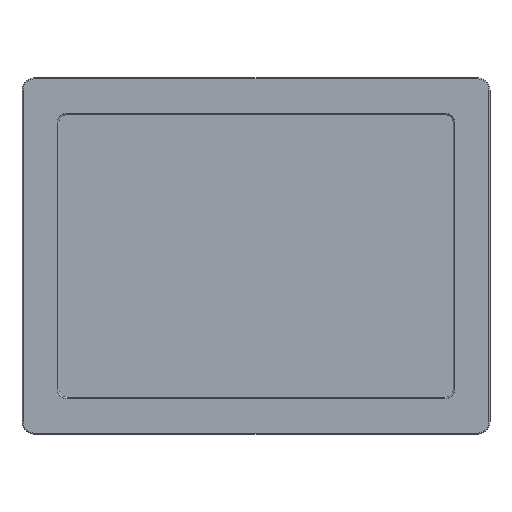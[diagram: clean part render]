
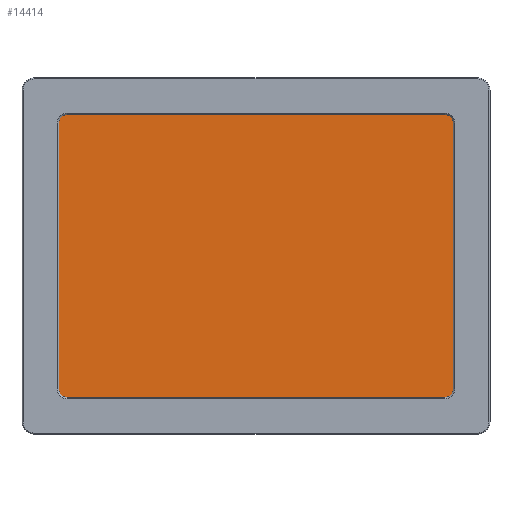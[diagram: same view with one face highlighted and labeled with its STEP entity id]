
A CAD part, top view. The second image highlights one B-rep face of the part: STEP entity #14414.
In plain terms, the highlighted planar face has unit normal (0, 0, 1).
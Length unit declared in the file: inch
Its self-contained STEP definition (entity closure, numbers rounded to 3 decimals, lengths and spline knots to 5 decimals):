
#160=PLANE('',#15296);
#971=FACE_OUTER_BOUND('',#1777,.T.);
#1777=EDGE_LOOP('',(#9717,#9718,#9719,#9720,#9721,#9722,#9723,#9724));
#2651=CIRCLE('',#15297,0.26063);
#2652=CIRCLE('',#15298,0.26063);
#2653=CIRCLE('',#15299,0.26063);
#2654=CIRCLE('',#15300,0.26063);
#3262=LINE('',#22099,#4616);
#3263=LINE('',#22103,#4617);
#3264=LINE('',#22107,#4618);
#3265=LINE('',#22110,#4619);
#4616=VECTOR('',#16592,0.3937);
#4617=VECTOR('',#16595,0.3937);
#4618=VECTOR('',#16598,0.3937);
#4619=VECTOR('',#16601,0.3937);
#6099=VERTEX_POINT('',#22095);
#6100=VERTEX_POINT('',#22096);
#6101=VERTEX_POINT('',#22098);
#6102=VERTEX_POINT('',#22100);
#6103=VERTEX_POINT('',#22102);
#6104=VERTEX_POINT('',#22104);
#6105=VERTEX_POINT('',#22106);
#6106=VERTEX_POINT('',#22108);
#7510=EDGE_CURVE('',#6099,#6100,#2651,.T.);
#7511=EDGE_CURVE('',#6101,#6099,#3262,.T.);
#7512=EDGE_CURVE('',#6102,#6101,#2652,.T.);
#7513=EDGE_CURVE('',#6103,#6102,#3263,.T.);
#7514=EDGE_CURVE('',#6104,#6103,#2653,.T.);
#7515=EDGE_CURVE('',#6105,#6104,#3264,.T.);
#7516=EDGE_CURVE('',#6106,#6105,#2654,.T.);
#7517=EDGE_CURVE('',#6100,#6106,#3265,.T.);
#9717=ORIENTED_EDGE('',*,*,#7510,.F.);
#9718=ORIENTED_EDGE('',*,*,#7511,.F.);
#9719=ORIENTED_EDGE('',*,*,#7512,.F.);
#9720=ORIENTED_EDGE('',*,*,#7513,.F.);
#9721=ORIENTED_EDGE('',*,*,#7514,.F.);
#9722=ORIENTED_EDGE('',*,*,#7515,.F.);
#9723=ORIENTED_EDGE('',*,*,#7516,.F.);
#9724=ORIENTED_EDGE('',*,*,#7517,.F.);
#14414=ADVANCED_FACE('',(#971),#160,.T.);
#15296=AXIS2_PLACEMENT_3D('',#22094,#16588,#16589);
#15297=AXIS2_PLACEMENT_3D('',#22097,#16590,#16591);
#15298=AXIS2_PLACEMENT_3D('',#22101,#16593,#16594);
#15299=AXIS2_PLACEMENT_3D('',#22105,#16596,#16597);
#15300=AXIS2_PLACEMENT_3D('',#22109,#16599,#16600);
#16588=DIRECTION('center_axis',(0.,0.,1.));
#16589=DIRECTION('ref_axis',(1.,0.,0.));
#16590=DIRECTION('center_axis',(0.,0.,-1.));
#16591=DIRECTION('ref_axis',(0.,1.,0.));
#16592=DIRECTION('',(0.,-1.,0.));
#16593=DIRECTION('center_axis',(0.,0.,-1.));
#16594=DIRECTION('ref_axis',(-1.,0.,0.));
#16595=DIRECTION('',(1.,0.,0.));
#16596=DIRECTION('center_axis',(0.,0.,-1.));
#16597=DIRECTION('ref_axis',(0.,-1.,0.));
#16598=DIRECTION('',(0.,1.,0.));
#16599=DIRECTION('center_axis',(0.,0.,-1.));
#16600=DIRECTION('ref_axis',(1.,0.,0.));
#16601=DIRECTION('',(-1.,0.,0.));
#22094=CARTESIAN_POINT('Origin',(17.62632,5.23045,0.51969));
#22095=CARTESIAN_POINT('',(23.71277,1.36,0.51969));
#22096=CARTESIAN_POINT('',(23.45214,1.09937,0.51969));
#22097=CARTESIAN_POINT('Origin',(23.45214,1.36,0.51969));
#22098=CARTESIAN_POINT('',(23.71277,9.32504,0.51969));
#22099=CARTESIAN_POINT('',(23.71277,7.27775,0.51969));
#22100=CARTESIAN_POINT('',(23.45214,9.58567,0.51969));
#22101=CARTESIAN_POINT('Origin',(23.45214,9.32504,0.51969));
#22102=CARTESIAN_POINT('',(12.13671,9.58567,0.51969));
#22103=CARTESIAN_POINT('',(14.88152,9.58567,0.51969));
#22104=CARTESIAN_POINT('',(11.87608,9.32504,0.51969));
#22105=CARTESIAN_POINT('Origin',(12.13671,9.32504,0.51969));
#22106=CARTESIAN_POINT('',(11.87608,1.36,0.51969));
#22107=CARTESIAN_POINT('',(11.87608,3.29523,0.51969));
#22108=CARTESIAN_POINT('',(12.13671,1.09937,0.51969));
#22109=CARTESIAN_POINT('Origin',(12.13671,1.36,0.51969));
#22110=CARTESIAN_POINT('',(20.53923,1.09937,0.51969));
